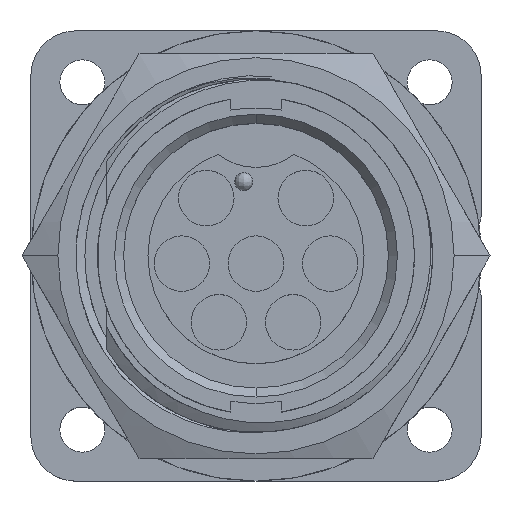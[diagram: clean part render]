
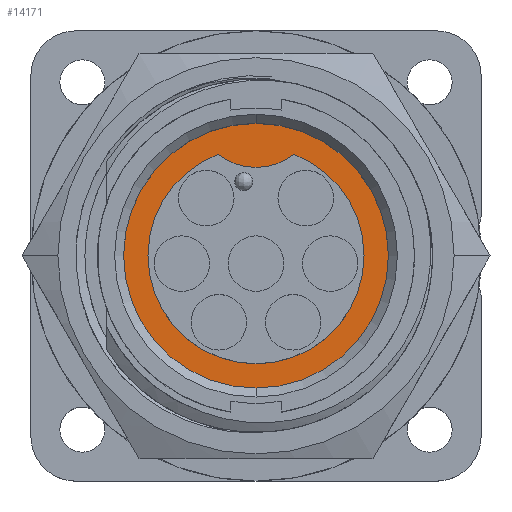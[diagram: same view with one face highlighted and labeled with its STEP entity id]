
A CAD part, top view. The second image highlights one B-rep face of the part: STEP entity #14171.
In plain terms, the highlighted planar face has unit normal (0, 0, 1).
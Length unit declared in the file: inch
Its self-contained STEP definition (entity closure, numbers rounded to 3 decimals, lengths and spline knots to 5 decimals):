
#346 = CARTESIAN_POINT ( 'NONE',  ( 0., 0., 0.35463 ) ) ;
#438 = DIRECTION ( 'NONE',  ( 1., 0., 0. ) ) ;
#485 = DIRECTION ( 'NONE',  ( 0., 0., 1. ) ) ;
#612 = PLANE ( 'NONE',  #1612 ) ;
#1057 = AXIS2_PLACEMENT_3D ( 'NONE', #4529, #4489, #4493 ) ;
#1177 = AXIS2_PLACEMENT_3D ( 'NONE', #11934, #11920, #11916 ) ;
#1182 = AXIS2_PLACEMENT_3D ( 'NONE', #13176, #12945, #12935 ) ;
#1351 = FACE_OUTER_BOUND ( 'NONE', #7348, .T. ) ;
#1442 = FACE_BOUND ( 'NONE', #7323, .T. ) ;
#1555 = AXIS2_PLACEMENT_3D ( 'NONE', #13190, #12936, #13180 ) ;
#1612 = AXIS2_PLACEMENT_3D ( 'NONE', #346, #485, #438 ) ;
#4489 = DIRECTION ( 'NONE',  ( 0., 0., -1. ) ) ;
#4493 = DIRECTION ( 'NONE',  ( -1., 0., 0. ) ) ;
#4529 = CARTESIAN_POINT ( 'NONE',  ( 0., 0., 0.35463 ) ) ;
#6070 = AXIS2_PLACEMENT_3D ( 'NONE', #8796, #8641, #8777 ) ;
#6255 = AXIS2_PLACEMENT_3D ( 'NONE', #12382, #12369, #12364 ) ;
#6868 = ORIENTED_EDGE ( 'NONE', *, *, #13880, .T. ) ;
#6873 = ORIENTED_EDGE ( 'NONE', *, *, #14106, .T. ) ;
#7091 = ORIENTED_EDGE ( 'NONE', *, *, #14067, .T. ) ;
#7205 = ORIENTED_EDGE ( 'NONE', *, *, #14328, .T. ) ;
#7323 = EDGE_LOOP ( 'NONE', ( #6873, #7330, #7091, #6868 ) ) ;
#7330 = ORIENTED_EDGE ( 'NONE', *, *, #14492, .T. ) ;
#7348 = EDGE_LOOP ( 'NONE', ( #7424, #7205 ) ) ;
#7424 = ORIENTED_EDGE ( 'NONE', *, *, #13884, .T. ) ;
#8641 = DIRECTION ( 'NONE',  ( 0., 0., 1. ) ) ;
#8777 = DIRECTION ( 'NONE',  ( 1., 0., 0. ) ) ;
#8796 = CARTESIAN_POINT ( 'NONE',  ( 0., 0., 0.35463 ) ) ;
#9295 = CARTESIAN_POINT ( 'NONE',  ( 0.3, 0., 0.35463 ) ) ;
#9319 = CARTESIAN_POINT ( 'NONE',  ( 0.3675, 0., 0.35463 ) ) ;
#9524 = CARTESIAN_POINT ( 'NONE',  ( -0.10453, 0.2812, 0.35463 ) ) ;
#9618 = CARTESIAN_POINT ( 'NONE',  ( -0.3675, 0., 0.35463 ) ) ;
#9694 = CARTESIAN_POINT ( 'NONE',  ( -0.3, 0., 0.35463 ) ) ;
#9723 = CARTESIAN_POINT ( 'NONE',  ( 0.10453, 0.2812, 0.35463 ) ) ;
#10699 = VERTEX_POINT ( 'NONE', #9694 ) ;
#10813 = VERTEX_POINT ( 'NONE', #9319 ) ;
#10905 = VERTEX_POINT ( 'NONE', #9524 ) ;
#10912 = VERTEX_POINT ( 'NONE', #9295 ) ;
#11005 = VERTEX_POINT ( 'NONE', #9723 ) ;
#11056 = VERTEX_POINT ( 'NONE', #9618 ) ;
#11916 = DIRECTION ( 'NONE',  ( 1., 0., 0. ) ) ;
#11920 = DIRECTION ( 'NONE',  ( 0., 0., 1. ) ) ;
#11934 = CARTESIAN_POINT ( 'NONE',  ( 0., 0.414, 0.35463 ) ) ;
#12364 = DIRECTION ( 'NONE',  ( -1., 0., 0. ) ) ;
#12369 = DIRECTION ( 'NONE',  ( 0., 0., -1. ) ) ;
#12382 = CARTESIAN_POINT ( 'NONE',  ( 0., 0., 0.35463 ) ) ;
#12935 = DIRECTION ( 'NONE',  ( 1., 0., 0. ) ) ;
#12936 = DIRECTION ( 'NONE',  ( 0., 0., -1. ) ) ;
#12945 = DIRECTION ( 'NONE',  ( 0., 0., 1. ) ) ;
#13176 = CARTESIAN_POINT ( 'NONE',  ( 0., 0., 0.35463 ) ) ;
#13180 = DIRECTION ( 'NONE',  ( -1., 0., 0. ) ) ;
#13190 = CARTESIAN_POINT ( 'NONE',  ( 0., 0., 0.35463 ) ) ;
#13880 = EDGE_CURVE ( 'NONE', #10699, #10905, #14457, .T. ) ;
#13884 = EDGE_CURVE ( 'NONE', #10813, #11056, #14488, .T. ) ;
#14067 = EDGE_CURVE ( 'NONE', #10912, #10699, #14646, .T. ) ;
#14106 = EDGE_CURVE ( 'NONE', #10905, #11005, #14709, .T. ) ;
#14171 = ADVANCED_FACE ( 'NONE', ( #1442, #1351 ), #612, .T. ) ;
#14328 = EDGE_CURVE ( 'NONE', #11056, #10813, #14351, .T. ) ;
#14351 = CIRCLE ( 'NONE', #6070, 0.3675 ) ;
#14457 = CIRCLE ( 'NONE', #1555, 0.3 ) ;
#14488 = CIRCLE ( 'NONE', #1182, 0.3675 ) ;
#14492 = EDGE_CURVE ( 'NONE', #11005, #10912, #14553, .T. ) ;
#14553 = CIRCLE ( 'NONE', #6255, 0.3 ) ;
#14646 = CIRCLE ( 'NONE', #1057, 0.3 ) ;
#14709 = CIRCLE ( 'NONE', #1177, 0.169 ) ;
